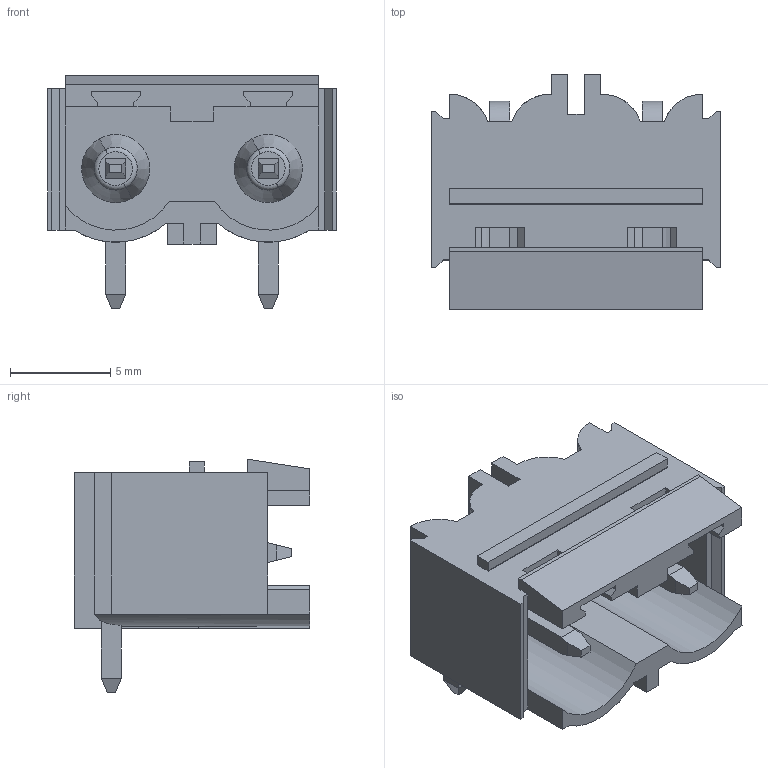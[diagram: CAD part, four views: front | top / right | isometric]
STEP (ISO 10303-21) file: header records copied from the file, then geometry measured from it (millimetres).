
FILE_DESCRIPTION(('CATIA V5 STEP Exchange','CAx-IF Rec.Pracs.--- Model Styling and Organization---1.4--- 2014-01-23'),'2;1');
FILE_NAME ('D1453712_1_1624370000_1624370000.stp','2021-02-15T08:43:02+00:00',('none'),('Weidmueller'),'CATIA Version 5-6 Release 2016 SP3 HF44','CATIA V5 STEP AP214','none');
FILE_SCHEMA(('AUTOMOTIVE_DESIGN { 1 0 10303 214 1 1 1 1 }'));
Length unit declared in the file: millimetre
Products named in the file (1): 1624370000
Bounding box: 14.42 x 11.75 x 11.6 mm (x, y, z)
Volume: 493.6 mm3; surface area: 1261.4 mm2
Topology: 3 solids, 3 shells, 150 faces, 422 edges, 277 vertices
Faces by surface type: plane 120, cylinder 16, extrusion 6, torus 4, cone 4
Entity records: 4811 total; most frequent: CARTESIAN_POINT 1061, ORIENTED_EDGE 844, DIRECTION 634, EDGE_CURVE 422, VECTOR 347, LINE 341, VERTEX_POINT 277, AXIS2_PLACEMENT_3D 163
